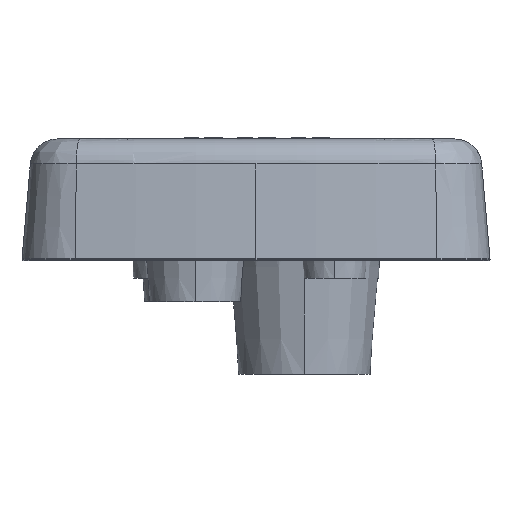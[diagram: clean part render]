
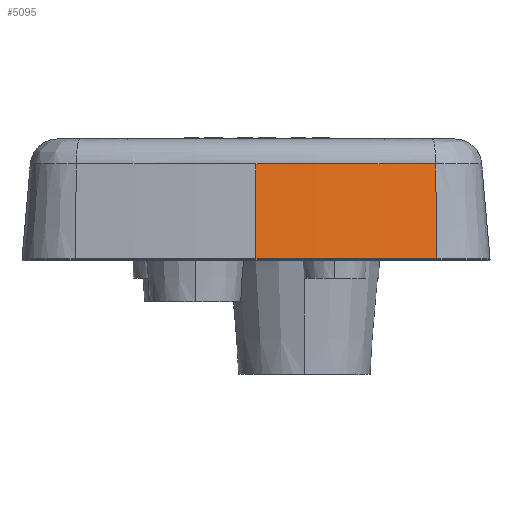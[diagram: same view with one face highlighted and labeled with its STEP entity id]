
A CAD part, front view. The second image highlights one B-rep face of the part: STEP entity #5095.
In plain terms, the highlighted conical face has half-angle 5 degrees and reference radius 182.518 mm.
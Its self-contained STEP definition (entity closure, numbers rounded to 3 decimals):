
#4171=AXIS2_PLACEMENT_3D('Circle Axis2P3D',#4169,#4170,$) ;
#5075=AXIS2_PLACEMENT_3D('Cone Axis2P3D',#5072,#5073,#5074) ;
#5086=AXIS2_PLACEMENT_3D('Circle Axis2P3D',#5084,#5085,$) ;
#4148=CARTESIAN_POINT('Vertex',(51.456,1.379,14.317)) ;
#4169=CARTESIAN_POINT('Axis2P3D Location',(29.033,183.033,14.317)) ;
#4173=CARTESIAN_POINT('Vertex',(29.033,0.,14.317)) ;
#5057=CARTESIAN_POINT('Vertex',(51.33,2.401,26.096)) ;
#5060=CARTESIAN_POINT('Line Origine',(5389.563,-43244.254,-498037.033)) ;
#5072=CARTESIAN_POINT('Axis2P3D Location',(29.033,183.033,20.207)) ;
#5077=CARTESIAN_POINT('Line Origine',(29.033,-43486.097,-497034.046)) ;
#5081=CARTESIAN_POINT('Vertex',(29.033,1.031,26.096)) ;
#5084=CARTESIAN_POINT('Axis2P3D Location',(29.033,183.033,26.096)) ;
#4170=DIRECTION('Axis2P3D Direction',(0.,-0.,-1.)) ;
#5061=DIRECTION('Vector Direction',(0.011,-0.086,-0.996)) ;
#5073=DIRECTION('Axis2P3D Direction',(0.,0.,-1.)) ;
#5074=DIRECTION('Axis2P3D XDirection',(0.,1.,0.)) ;
#5078=DIRECTION('Vector Direction',(0.,-0.087,-0.996)) ;
#5085=DIRECTION('Axis2P3D Direction',(0.,0.,-1.)) ;
#5062=VECTOR('Line Direction',#5061,1.) ;
#5079=VECTOR('Line Direction',#5078,1.) ;
#5090=ORIENTED_EDGE('',*,*,#5083,.T.) ;
#5091=ORIENTED_EDGE('',*,*,#4175,.F.) ;
#5092=ORIENTED_EDGE('',*,*,#5064,.F.) ;
#5093=ORIENTED_EDGE('',*,*,#5088,.F.) ;
#5095=ADVANCED_FACE('CABTITE EP 24/14 GY',(#5094),#5076,.T.) ;
#4172=CIRCLE('generated circle',#4171,183.033) ;
#5087=CIRCLE('generated circle',#5086,182.003) ;
#5076=CONICAL_SURFACE('Cone',#5075,182.518,0.087) ;
#4175=EDGE_CURVE('',#4149,#4174,#4172,.T.) ;
#5064=EDGE_CURVE('',#5058,#4149,#5063,.T.) ;
#5083=EDGE_CURVE('',#5082,#4174,#5080,.T.) ;
#5088=EDGE_CURVE('',#5082,#5058,#5087,.F.) ;
#5089=EDGE_LOOP('',(#5090,#5091,#5092,#5093)) ;
#5094=FACE_OUTER_BOUND('',#5089,.T.) ;
#5063=LINE('Line',#5060,#5062) ;
#5080=LINE('Line',#5077,#5079) ;
#4149=VERTEX_POINT('',#4148) ;
#4174=VERTEX_POINT('',#4173) ;
#5058=VERTEX_POINT('',#5057) ;
#5082=VERTEX_POINT('',#5081) ;
